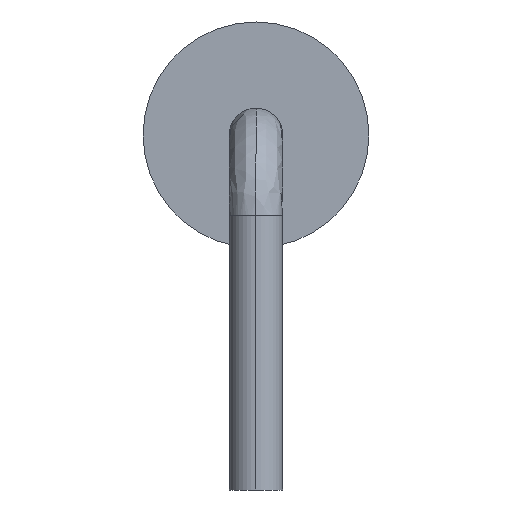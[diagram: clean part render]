
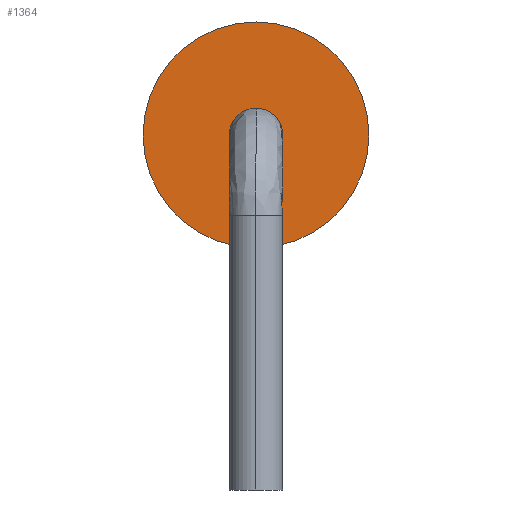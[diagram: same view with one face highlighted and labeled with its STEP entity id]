
A CAD part, left-side view. The second image highlights one B-rep face of the part: STEP entity #1364.
In plain terms, the highlighted planar face has unit normal (-1, 0, 0).
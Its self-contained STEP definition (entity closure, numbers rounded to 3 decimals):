
#29 = CIRCLE ( 'NONE', #1898, 2.8 ) ;
#422 = PLANE ( 'NONE',  #1313 ) ;
#423 = CARTESIAN_POINT ( 'NONE',  ( 2.7, 0., 4.8 ) ) ;
#424 = DIRECTION ( 'NONE',  ( 1., 0., 0. ) ) ;
#425 = DIRECTION ( 'NONE',  ( 0., 0., -1. ) ) ;
#612 = CARTESIAN_POINT ( 'NONE',  ( 2.7, 0., 7.6 ) ) ;
#625 = CARTESIAN_POINT ( 'NONE',  ( 2.7, 0., 2. ) ) ;
#861 = CARTESIAN_POINT ( 'NONE',  ( 2.7, 0., 4.8 ) ) ;
#862 = DIRECTION ( 'NONE',  ( 1., 0., 0. ) ) ;
#863 = DIRECTION ( 'NONE',  ( 0., 0., -1. ) ) ;
#1066 = CARTESIAN_POINT ( 'NONE',  ( 2.7, 0., 4.8 ) ) ;
#1067 = DIRECTION ( 'NONE',  ( 1., 0., 0. ) ) ;
#1068 = DIRECTION ( 'NONE',  ( 0., 0., -1. ) ) ;
#1308 = FACE_OUTER_BOUND ( 'NONE', #1501, .T. ) ;
#1313 = AXIS2_PLACEMENT_3D ( 'NONE', #423, #424, #425 ) ;
#1364 = ADVANCED_FACE ( 'NONE', ( #1308 ), #422, .F. ) ;
#1397 = CIRCLE ( 'NONE', #1964, 2.8 ) ;
#1436 = EDGE_CURVE ( 'NONE', #1633, #1680, #1397, .T. ) ;
#1462 = EDGE_CURVE ( 'NONE', #1680, #1633, #29, .T. ) ;
#1501 = EDGE_LOOP ( 'NONE', ( #1658, #1660 ) ) ;
#1633 = VERTEX_POINT ( 'NONE', #612 ) ;
#1658 = ORIENTED_EDGE ( 'NONE', *, *, #1462, .F. ) ;
#1660 = ORIENTED_EDGE ( 'NONE', *, *, #1436, .F. ) ;
#1680 = VERTEX_POINT ( 'NONE', #625 ) ;
#1898 = AXIS2_PLACEMENT_3D ( 'NONE', #1066, #1067, #1068 ) ;
#1964 = AXIS2_PLACEMENT_3D ( 'NONE', #861, #862, #863 ) ;
